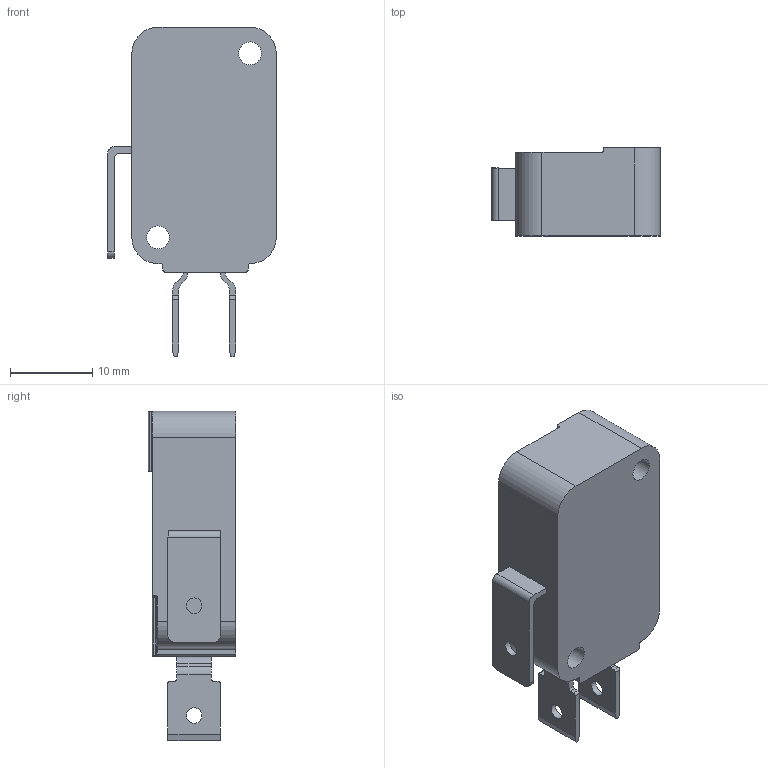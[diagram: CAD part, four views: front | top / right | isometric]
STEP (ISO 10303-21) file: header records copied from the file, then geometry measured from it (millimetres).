
FILE_DESCRIPTION(/* description */ (''),/* implementation_level */ '2;1');
FILE_NAME(/* name */ 'fc17-076_Switch.ipt.step',/* time_stamp */ '2017-01-05T11:43:54-08:00',/* author */ ('Autodesk Inc.'),/* organization */ ('Autodesk Inc.'),/* preprocessor_version */ 'ST-DEVELOPER v16.5',/* originating_system */ 'Autodesk Inventor 2017',/* authorisation */ '');
FILE_SCHEMA (('AUTOMOTIVE_DESIGN { 1 0 10303 214 3 1 1 }'));
Length unit declared in the file: inch
Products named in the file (1): fc17-076
Bounding box: 20.45 x 10.67 x 39.99 mm (x, y, z)
Volume: 5164.3 mm3; surface area: 2564 mm2
Topology: 1 solids, 1 shells, 107 faces, 290 edges, 188 vertices
Faces by surface type: plane 52, cylinder 48, torus 5, sphere 1, bspline 1
Full cylindrical faces by diameter (mm): 1.905 x3, 2.794 x2
Entity records: 3487 total; most frequent: DIRECTION 593, CARTESIAN_POINT 581, ORIENTED_EDGE 562, EDGE_CURVE 281, AXIS2_PLACEMENT_3D 205, VERTEX_POINT 184, LINE 183, VECTOR 183
